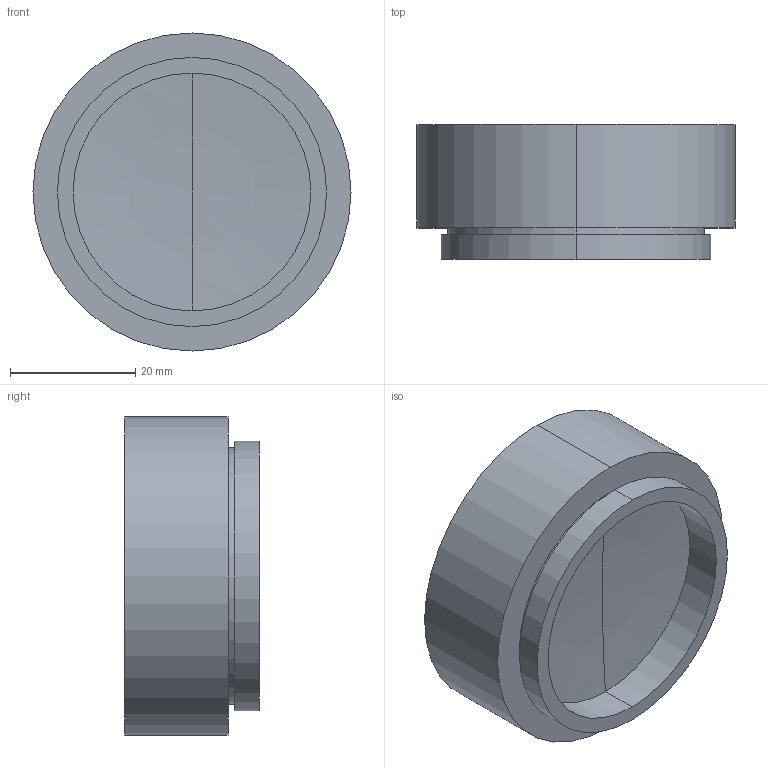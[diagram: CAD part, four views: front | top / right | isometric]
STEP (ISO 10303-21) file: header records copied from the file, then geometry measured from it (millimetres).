
FILE_DESCRIPTION (( 'STEP AP203' ), '1' );
FILE_NAME ('145260.STEP', '2024-12-17T03:39:24', ( '' ), ( '' ), 'SwSTEP 2.0', 'SolidWorks 2020', '' );
FILE_SCHEMA (( 'CONFIG_CONTROL_DESIGN' ));
Length unit declared in the file: millimetre
Products named in the file (1): 145260
Bounding box: 50.8 x 21.5 x 50.8 mm (x, y, z)
Volume: 22974.3 mm3; surface area: 15315.4 mm2
Topology: 4 solids, 4 shells, 46 faces, 106 edges, 64 vertices
Faces by surface type: cylinder 22, plane 16, sphere 8
Entity records: 1309 total; most frequent: DIRECTION 244, CARTESIAN_POINT 201, ORIENTED_EDGE 188, AXIS2_PLACEMENT_3D 103, EDGE_CURVE 94, VERTEX_POINT 60, CIRCLE 56, EDGE_LOOP 54
